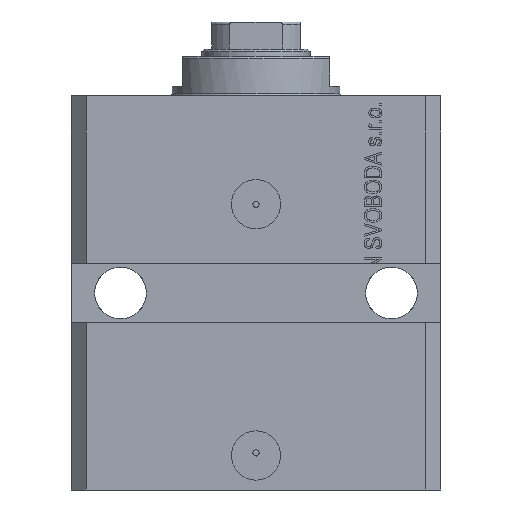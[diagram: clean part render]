
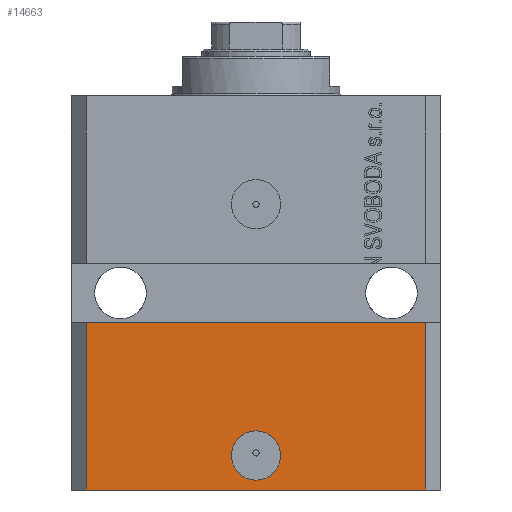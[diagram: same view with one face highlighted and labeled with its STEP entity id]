
A CAD part, front view. The second image highlights one B-rep face of the part: STEP entity #14663.
In plain terms, the highlighted planar face has unit normal (0, -1, 0).
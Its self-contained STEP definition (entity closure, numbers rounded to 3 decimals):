
#693 = CARTESIAN_POINT ( 'NONE',  ( 0., -27.5, -73. ) ) ;
#979 = EDGE_LOOP ( 'NONE', ( #26385, #30560 ) ) ;
#1493 = VERTEX_POINT ( 'NONE', #45672 ) ;
#2494 = CARTESIAN_POINT ( 'NONE',  ( -34.5, -27.5, -80. ) ) ;
#2736 = DIRECTION ( 'NONE',  ( 0., 0., -1. ) ) ;
#3174 = AXIS2_PLACEMENT_3D ( 'NONE', #14642, #14172, #18005 ) ;
#4421 = DIRECTION ( 'NONE',  ( 1., 0., 0. ) ) ;
#4689 = EDGE_CURVE ( 'NONE', #10911, #39413, #10036, .T. ) ;
#4920 = VECTOR ( 'NONE', #4421, 1000. ) ;
#5505 = EDGE_LOOP ( 'NONE', ( #41782, #31045, #26840, #27709 ) ) ;
#6167 = CARTESIAN_POINT ( 'NONE',  ( -34.5, -27.5, -46. ) ) ;
#6910 = LINE ( 'NONE', #17468, #39976 ) ;
#6974 = LINE ( 'NONE', #22065, #18635 ) ;
#7120 = AXIS2_PLACEMENT_3D ( 'NONE', #2494, #24489, #2736 ) ;
#10036 = CIRCLE ( 'NONE', #3174, 5. ) ;
#10911 = VERTEX_POINT ( 'NONE', #25243 ) ;
#12805 = VERTEX_POINT ( 'NONE', #31176 ) ;
#13214 = EDGE_CURVE ( 'NONE', #1493, #12805, #6910, .T. ) ;
#14172 = DIRECTION ( 'NONE',  ( 0., -1., 0. ) ) ;
#14642 = CARTESIAN_POINT ( 'NONE',  ( 0., -27.5, -73. ) ) ;
#14663 = ADVANCED_FACE ( 'NONE', ( #21611, #18033 ), #35277, .T. ) ;
#15485 = AXIS2_PLACEMENT_3D ( 'NONE', #693, #27203, #34178 ) ;
#17468 = CARTESIAN_POINT ( 'NONE',  ( 34.5, -27.5, -80. ) ) ;
#18005 = DIRECTION ( 'NONE',  ( 1., 0., 0. ) ) ;
#18033 = FACE_OUTER_BOUND ( 'NONE', #5505, .T. ) ;
#18599 = VECTOR ( 'NONE', #36839, 1000. ) ;
#18635 = VECTOR ( 'NONE', #35947, 1000. ) ;
#19249 = CARTESIAN_POINT ( 'NONE',  ( -37.5, -27.5, -46. ) ) ;
#19941 = CARTESIAN_POINT ( 'NONE',  ( -34.5, -27.5, -80. ) ) ;
#21611 = FACE_BOUND ( 'NONE', #979, .T. ) ;
#22065 = CARTESIAN_POINT ( 'NONE',  ( -34.5, -27.5, -80. ) ) ;
#22238 = CARTESIAN_POINT ( 'NONE',  ( -34.5, -27.5, -80. ) ) ;
#24489 = DIRECTION ( 'NONE',  ( 0., -1., 0. ) ) ;
#25093 = DIRECTION ( 'NONE',  ( 0., 0., 1. ) ) ;
#25243 = CARTESIAN_POINT ( 'NONE',  ( -5., -27.5, -73. ) ) ;
#25809 = LINE ( 'NONE', #22238, #18599 ) ;
#26385 = ORIENTED_EDGE ( 'NONE', *, *, #36554, .F. ) ;
#26840 = ORIENTED_EDGE ( 'NONE', *, *, #37969, .T. ) ;
#27203 = DIRECTION ( 'NONE',  ( 0., -1., 0. ) ) ;
#27572 = VERTEX_POINT ( 'NONE', #6167 ) ;
#27709 = ORIENTED_EDGE ( 'NONE', *, *, #13214, .T. ) ;
#30257 = LINE ( 'NONE', #19249, #4920 ) ;
#30560 = ORIENTED_EDGE ( 'NONE', *, *, #4689, .F. ) ;
#31045 = ORIENTED_EDGE ( 'NONE', *, *, #37459, .F. ) ;
#31176 = CARTESIAN_POINT ( 'NONE',  ( 34.5, -27.5, -46. ) ) ;
#32304 = CIRCLE ( 'NONE', #15485, 5. ) ;
#34178 = DIRECTION ( 'NONE',  ( 1., 0., 0. ) ) ;
#35277 = PLANE ( 'NONE',  #7120 ) ;
#35947 = DIRECTION ( 'NONE',  ( 1., 0., 0. ) ) ;
#36554 = EDGE_CURVE ( 'NONE', #39413, #10911, #32304, .T. ) ;
#36839 = DIRECTION ( 'NONE',  ( 0., 0., 1. ) ) ;
#37459 = EDGE_CURVE ( 'NONE', #44002, #27572, #25809, .T. ) ;
#37969 = EDGE_CURVE ( 'NONE', #44002, #1493, #6974, .T. ) ;
#39413 = VERTEX_POINT ( 'NONE', #46317 ) ;
#39976 = VECTOR ( 'NONE', #25093, 1000. ) ;
#41782 = ORIENTED_EDGE ( 'NONE', *, *, #43096, .F. ) ;
#43096 = EDGE_CURVE ( 'NONE', #27572, #12805, #30257, .T. ) ;
#44002 = VERTEX_POINT ( 'NONE', #19941 ) ;
#45672 = CARTESIAN_POINT ( 'NONE',  ( 34.5, -27.5, -80. ) ) ;
#46317 = CARTESIAN_POINT ( 'NONE',  ( 5., -27.5, -73. ) ) ;
